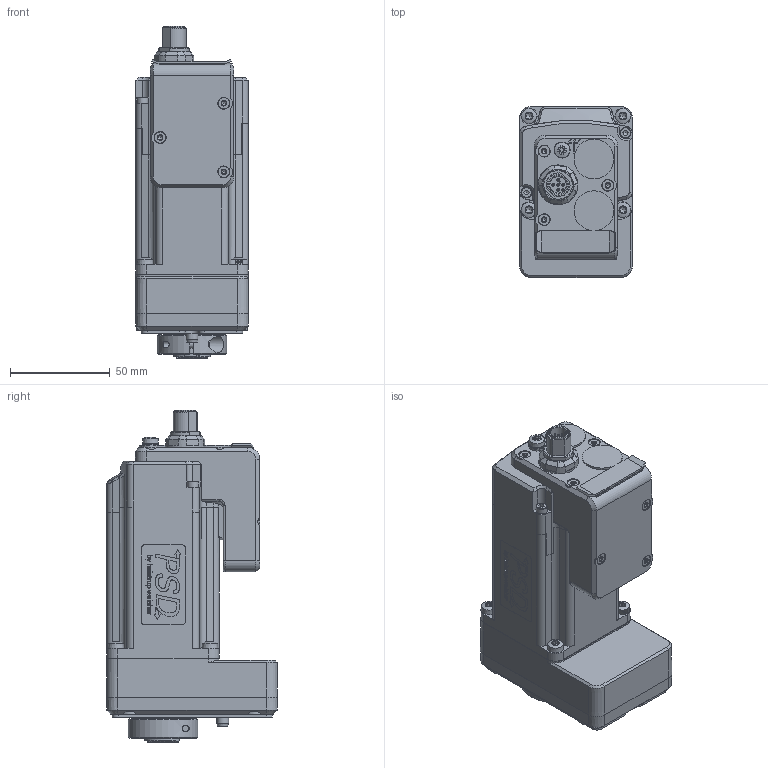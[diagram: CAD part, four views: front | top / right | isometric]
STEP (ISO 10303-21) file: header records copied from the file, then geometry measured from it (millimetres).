
FILE_DESCRIPTION(/* description */ (''),/* implementation_level */ '2;1');
FILE_NAME(/* name */ '7300.016933A.stp',/* time_stamp */ '2019-12-11T09:43:16+01:00',/* author */ ('dfuchs'),/* organization */ (''),/* preprocessor_version */ 'ST-DEVELOPER v17',/* originating_system */ 'Autodesk Inventor 2018',/* authorisation */ '');
FILE_SCHEMA (('AUTOMOTIVE_DESIGN { 1 0 10303 214 3 1 1 }'));
Products named in the file (1): ENG-103664
Bounding box: 56.8 x 85.92 x 166.8 mm (x, y, z)
Volume: 489654.5 mm3; surface area: 53793.7 mm2
Topology: 4 solids, 4 shells, 1865 faces, 5174 edges, 3407 vertices
Faces by surface type: plane 810, bspline 440, cylinder 383, cone 188, torus 30, sphere 14
Full cylindrical faces by diameter (mm): 0.6 x3, 0.8 x5, 1 x3, 1.4 x4, 2.693 x4, 3 x4, 3.2 x4, 3.459 x1, 3.5 x2, 4 x1, 4.5 x1, 5.5 x2, 5.6 x6, 6 x8, 7 x2, 8 x2, 8.3 x1, 10.4 x1, 14 x1, 14.4 x1, 17 x1, 20 x2, 38.1 x1, 39 x1
Entity records: 68951 total; most frequent: CARTESIAN_POINT 22651, ORIENTED_EDGE 10288, DIRECTION 7577, EDGE_CURVE 5144, VERTEX_POINT 3407, LINE 2603, VECTOR 2603, AXIS2_PLACEMENT_3D 2487
